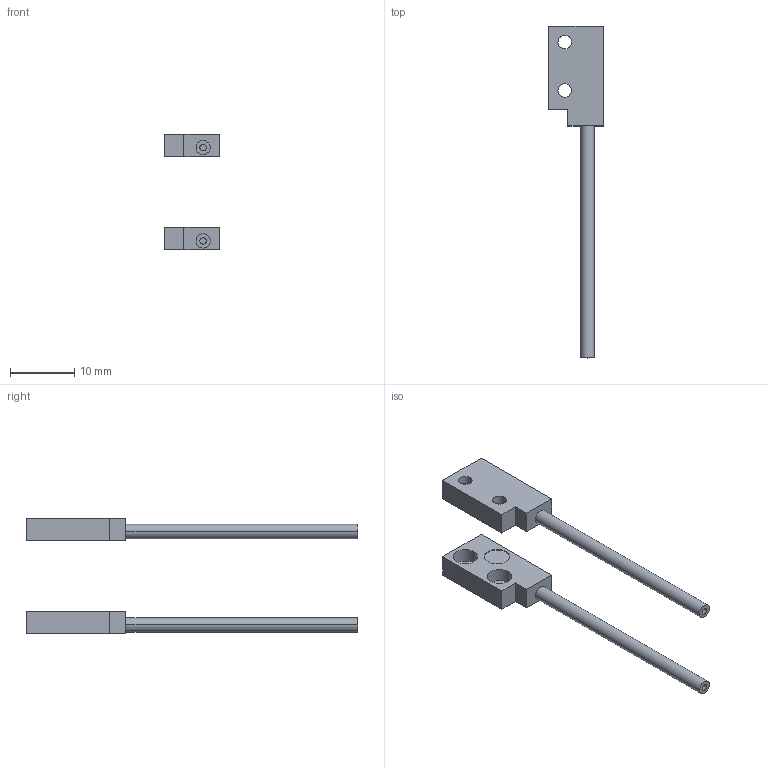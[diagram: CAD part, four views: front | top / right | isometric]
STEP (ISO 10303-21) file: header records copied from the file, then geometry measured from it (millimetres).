
FILE_DESCRIPTION((''),'2;1');
FILE_NAME('194156_ASM','2016-03-11T',('pdmadmin'),(''),'PRO/ENGINEER BY PARAMETRIC TECHNOLOGY CORPORATION, 2013230','PRO/ENGINEER BY PARAMETRIC TECHNOLOGY CORPORATION, 2013230','');
FILE_SCHEMA(('CONFIG_CONTROL_DESIGN'));
Length unit declared in the file: millimetre
Products named in the file (6): 800256_1_AF0; 800256_2_AF0; PILS46U_AF0_ASM; FT-DZ8-20_ASM; 800256_ASM; 194156_ASM
Assembly tree (5 placements, depth 5):
  194156_ASM
    800256_ASM
      FT-DZ8-20_ASM
        PILS46U_AF0_ASM
          800256_1_AF0
          800256_2_AF0
Bounding box: 8.5 x 51.5 x 18 mm (x, y, z)
Volume: 970.8 mm3; surface area: 1668.5 mm2
Topology: 2 solids, 2 shells, 54 faces, 120 edges, 80 vertices
Faces by surface type: cylinder 28, plane 26
Entity records: 1707 total; most frequent: DIRECTION 314, CARTESIAN_POINT 269, ORIENTED_EDGE 240, AXIS2_PLACEMENT_3D 125, EDGE_CURVE 120, VERTEX_POINT 80, EDGE_LOOP 72, VECTOR 64
